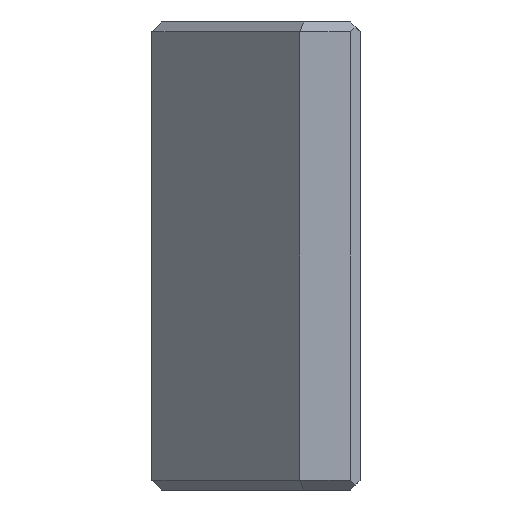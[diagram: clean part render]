
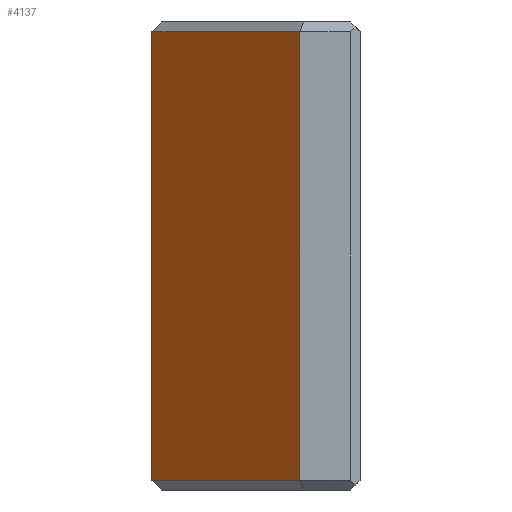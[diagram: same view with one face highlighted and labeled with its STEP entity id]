
A CAD part, left-side view. The second image highlights one B-rep face of the part: STEP entity #4137.
In plain terms, the highlighted planar face has unit normal (-0.707, 0.707, 0).
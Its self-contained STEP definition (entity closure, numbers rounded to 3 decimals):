
#373 = PLANE('',#374);
#374 = AXIS2_PLACEMENT_3D('',#375,#376,#377);
#375 = CARTESIAN_POINT('',(100.,8.5,-9.5));
#376 = DIRECTION('',(0.,1.,0.));
#377 = DIRECTION('',(0.,0.,1.));
#674 = PLANE('',#675);
#675 = AXIS2_PLACEMENT_3D('',#676,#677,#678);
#676 = CARTESIAN_POINT('',(6.141,8.359,-9.3));
#677 = DIRECTION('',(-0.5,0.5,-0.707));
#678 = DIRECTION('',(0.707,0.707,0.)
  );
#1532 = VERTEX_POINT('',#1533);
#1533 = CARTESIAN_POINT('',(6.,8.5,-9.1));
#1554 = EDGE_CURVE('',#1532,#1555,#1557,.T.);
#1555 = VERTEX_POINT('',#1556);
#1556 = CARTESIAN_POINT('',(6.,8.5,9.1));
#1557 = SURFACE_CURVE('',#1558,(#1562,#1569),.PCURVE_S1.);
#1558 = LINE('',#1559,#1560);
#1559 = CARTESIAN_POINT('',(6.,8.5,-9.5));
#1560 = VECTOR('',#1561,1.);
#1561 = DIRECTION('',(0.,0.,1.));
#1562 = PCURVE('',#373,#1563);
#1563 = DEFINITIONAL_REPRESENTATION('',(#1564),#1568);
#1564 = LINE('',#1565,#1566);
#1565 = CARTESIAN_POINT('',(0.,-94.));
#1566 = VECTOR('',#1567,1.);
#1567 = DIRECTION('',(1.,0.));
#1568 = ( GEOMETRIC_REPRESENTATION_CONTEXT(2) 
PARAMETRIC_REPRESENTATION_CONTEXT() REPRESENTATION_CONTEXT('2D SPACE',''
  ) );
#1569 = PCURVE('',#1570,#1575);
#1570 = PLANE('',#1571);
#1571 = AXIS2_PLACEMENT_3D('',#1572,#1573,#1574);
#1572 = CARTESIAN_POINT('',(3.,5.5,-9.5));
#1573 = DIRECTION('',(0.707,-0.707,0.));
#1574 = DIRECTION('',(0.,0.,1.));
#1575 = DEFINITIONAL_REPRESENTATION('',(#1576),#1580);
#1576 = LINE('',#1577,#1578);
#1577 = CARTESIAN_POINT('',(0.,-4.243));
#1578 = VECTOR('',#1579,1.);
#1579 = DIRECTION('',(1.,0.));
#1580 = ( GEOMETRIC_REPRESENTATION_CONTEXT(2) 
PARAMETRIC_REPRESENTATION_CONTEXT() REPRESENTATION_CONTEXT('2D SPACE',''
  ) );
#1804 = PLANE('',#1805);
#1805 = AXIS2_PLACEMENT_3D('',#1806,#1807,#1808);
#1806 = CARTESIAN_POINT('',(6.141,8.359,9.3));
#1807 = DIRECTION('',(0.5,-0.5,-0.707));
#1808 = DIRECTION('',(-0.707,-0.707,
    0.));
#2356 = EDGE_CURVE('',#1532,#2357,#2359,.T.);
#2357 = VERTEX_POINT('',#2358);
#2358 = CARTESIAN_POINT('',(0.,2.5,-9.1));
#2359 = SURFACE_CURVE('',#2360,(#2364,#2371),.PCURVE_S1.);
#2360 = LINE('',#2361,#2362);
#2361 = CARTESIAN_POINT('',(6.,8.5,-9.1));
#2362 = VECTOR('',#2363,1.);
#2363 = DIRECTION('',(-0.707,-0.707,0.));
#2364 = PCURVE('',#674,#2365);
#2365 = DEFINITIONAL_REPRESENTATION('',(#2366),#2370);
#2366 = LINE('',#2367,#2368);
#2367 = CARTESIAN_POINT('',(-0.,-0.283));
#2368 = VECTOR('',#2369,1.);
#2369 = DIRECTION('',(-1.,0.));
#2370 = ( GEOMETRIC_REPRESENTATION_CONTEXT(2) 
PARAMETRIC_REPRESENTATION_CONTEXT() REPRESENTATION_CONTEXT('2D SPACE',''
  ) );
#2371 = PCURVE('',#1570,#2372);
#2372 = DEFINITIONAL_REPRESENTATION('',(#2373),#2377);
#2373 = LINE('',#2374,#2375);
#2374 = CARTESIAN_POINT('',(0.4,-4.243));
#2375 = VECTOR('',#2376,1.);
#2376 = DIRECTION('',(0.,1.));
#2377 = ( GEOMETRIC_REPRESENTATION_CONTEXT(2) 
PARAMETRIC_REPRESENTATION_CONTEXT() REPRESENTATION_CONTEXT('2D SPACE',''
  ) );
#2469 = PLANE('',#2470);
#2470 = AXIS2_PLACEMENT_3D('',#2471,#2472,#2473);
#2471 = CARTESIAN_POINT('',(0.,-8.25,-9.5));
#2472 = DIRECTION('',(1.,0.,0.));
#2473 = DIRECTION('',(0.,0.,1.));
#4137 = ADVANCED_FACE('',(#4138),#1570,.F.);
#4138 = FACE_BOUND('',#4139,.F.);
#4139 = EDGE_LOOP('',(#4140,#4141,#4164,#4185));
#4140 = ORIENTED_EDGE('',*,*,#1554,.T.);
#4141 = ORIENTED_EDGE('',*,*,#4142,.T.);
#4142 = EDGE_CURVE('',#1555,#4143,#4145,.T.);
#4143 = VERTEX_POINT('',#4144);
#4144 = CARTESIAN_POINT('',(0.,2.5,9.1));
#4145 = SURFACE_CURVE('',#4146,(#4150,#4157),.PCURVE_S1.);
#4146 = LINE('',#4147,#4148);
#4147 = CARTESIAN_POINT('',(6.,8.5,9.1));
#4148 = VECTOR('',#4149,1.);
#4149 = DIRECTION('',(-0.707,-0.707,0.));
#4150 = PCURVE('',#1570,#4151);
#4151 = DEFINITIONAL_REPRESENTATION('',(#4152),#4156);
#4152 = LINE('',#4153,#4154);
#4153 = CARTESIAN_POINT('',(18.6,-4.243));
#4154 = VECTOR('',#4155,1.);
#4155 = DIRECTION('',(0.,1.));
#4156 = ( GEOMETRIC_REPRESENTATION_CONTEXT(2) 
PARAMETRIC_REPRESENTATION_CONTEXT() REPRESENTATION_CONTEXT('2D SPACE',''
  ) );
#4157 = PCURVE('',#1804,#4158);
#4158 = DEFINITIONAL_REPRESENTATION('',(#4159),#4163);
#4159 = LINE('',#4160,#4161);
#4160 = CARTESIAN_POINT('',(0.,0.283));
#4161 = VECTOR('',#4162,1.);
#4162 = DIRECTION('',(1.,0.));
#4163 = ( GEOMETRIC_REPRESENTATION_CONTEXT(2) 
PARAMETRIC_REPRESENTATION_CONTEXT() REPRESENTATION_CONTEXT('2D SPACE',''
  ) );
#4164 = ORIENTED_EDGE('',*,*,#4165,.F.);
#4165 = EDGE_CURVE('',#2357,#4143,#4166,.T.);
#4166 = SURFACE_CURVE('',#4167,(#4171,#4178),.PCURVE_S1.);
#4167 = LINE('',#4168,#4169);
#4168 = CARTESIAN_POINT('',(0.,2.5,-9.5));
#4169 = VECTOR('',#4170,1.);
#4170 = DIRECTION('',(0.,0.,1.));
#4171 = PCURVE('',#1570,#4172);
#4172 = DEFINITIONAL_REPRESENTATION('',(#4173),#4177);
#4173 = LINE('',#4174,#4175);
#4174 = CARTESIAN_POINT('',(0.,4.243));
#4175 = VECTOR('',#4176,1.);
#4176 = DIRECTION('',(1.,0.));
#4177 = ( GEOMETRIC_REPRESENTATION_CONTEXT(2) 
PARAMETRIC_REPRESENTATION_CONTEXT() REPRESENTATION_CONTEXT('2D SPACE',''
  ) );
#4178 = PCURVE('',#2469,#4179);
#4179 = DEFINITIONAL_REPRESENTATION('',(#4180),#4184);
#4180 = LINE('',#4181,#4182);
#4181 = CARTESIAN_POINT('',(0.,-10.75));
#4182 = VECTOR('',#4183,1.);
#4183 = DIRECTION('',(1.,0.));
#4184 = ( GEOMETRIC_REPRESENTATION_CONTEXT(2) 
PARAMETRIC_REPRESENTATION_CONTEXT() REPRESENTATION_CONTEXT('2D SPACE',''
  ) );
#4185 = ORIENTED_EDGE('',*,*,#2356,.F.);
